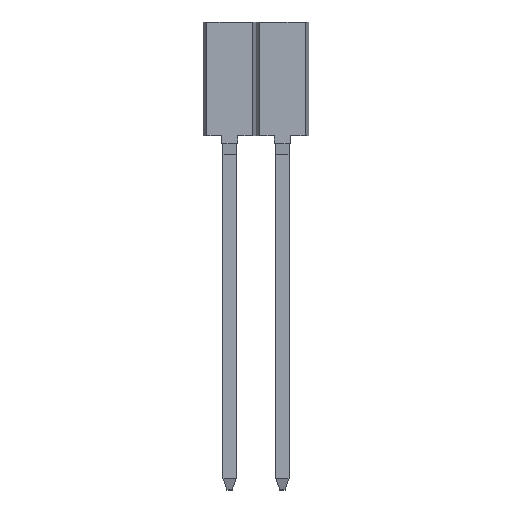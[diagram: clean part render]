
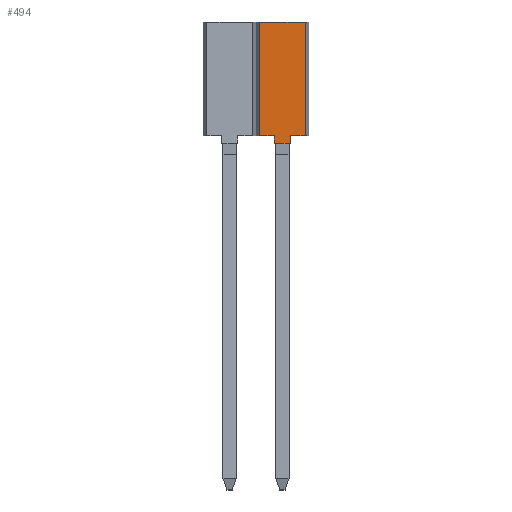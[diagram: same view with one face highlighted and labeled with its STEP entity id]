
A CAD part, top view. The second image highlights one B-rep face of the part: STEP entity #494.
In plain terms, the highlighted planar face has unit normal (0, 0, 1).
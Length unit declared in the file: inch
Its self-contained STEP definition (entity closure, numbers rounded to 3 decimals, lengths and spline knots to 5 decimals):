
#494 = ADVANCED_FACE( '', ( #1021 ), #1022, .F. );
#1021 = FACE_OUTER_BOUND( '', #1585, .T. );
#1022 = PLANE( '', #1586 );
#1585 = EDGE_LOOP( '', ( #3008, #3009, #3010, #3011, #3012, #3013, #3014, #3015 ) );
#1586 = AXIS2_PLACEMENT_3D( '', #3016, #3017, #3018 );
#3008 = ORIENTED_EDGE( '', *, *, #3904, .F. );
#3009 = ORIENTED_EDGE( '', *, *, #4060, .F. );
#3010 = ORIENTED_EDGE( '', *, *, #3648, .F. );
#3011 = ORIENTED_EDGE( '', *, *, #4062, .T. );
#3012 = ORIENTED_EDGE( '', *, *, #3908, .F. );
#3013 = ORIENTED_EDGE( '', *, *, #4057, .F. );
#3014 = ORIENTED_EDGE( '', *, *, #4029, .T. );
#3015 = ORIENTED_EDGE( '', *, *, #4122, .F. );
#3016 = CARTESIAN_POINT( '', ( -0.09313, 0.23, 0.05 ) );
#3017 = DIRECTION( '', ( 0., 0., -1. ) );
#3018 = DIRECTION( '', ( -1., 0., 0. ) );
#3648 = EDGE_CURVE( '', #4443, #4445, #4446, .T. );
#3904 = EDGE_CURVE( '', #4856, #4858, #4859, .T. );
#3908 = EDGE_CURVE( '', #4864, #4866, #4867, .T. );
#4029 = EDGE_CURVE( '', #5036, #5034, #5037, .T. );
#4057 = EDGE_CURVE( '', #5036, #4864, #5071, .T. );
#4060 = EDGE_CURVE( '', #4445, #4856, #5074, .T. );
#4062 = EDGE_CURVE( '', #4443, #4866, #5076, .T. );
#4122 = EDGE_CURVE( '', #4858, #5034, #5149, .T. );
#4443 = VERTEX_POINT( '', #5571 );
#4445 = VERTEX_POINT( '', #5574 );
#4446 = LINE( '', #5575, #5576 );
#4856 = VERTEX_POINT( '', #6178 );
#4858 = VERTEX_POINT( '', #6181 );
#4859 = LINE( '', #6182, #6183 );
#4864 = VERTEX_POINT( '', #6190 );
#4866 = VERTEX_POINT( '', #6193 );
#4867 = LINE( '', #6194, #6195 );
#5034 = VERTEX_POINT( '', #6447 );
#5036 = VERTEX_POINT( '', #6450 );
#5037 = LINE( '', #6451, #6452 );
#5071 = LINE( '', #6504, #6505 );
#5074 = LINE( '', #6509, #6510 );
#5076 = LINE( '', #6512, #6513 );
#5149 = LINE( '', #6619, #6620 );
#5571 = CARTESIAN_POINT( '', ( 0.00665, 0.23, 0.05 ) );
#5574 = CARTESIAN_POINT( '', ( 0.09335, 0.23, 0.05 ) );
#5575 = CARTESIAN_POINT( '', ( -0.09313, 0.23, 0.05 ) );
#5576 = VECTOR( '', #6887, 39.37008 );
#6178 = CARTESIAN_POINT( '', ( 0.09335, 0.015, 0.05 ) );
#6181 = CARTESIAN_POINT( '', ( 0.065, 0.015, 0.05 ) );
#6182 = CARTESIAN_POINT( '', ( 0.1, 0.015, 0.05 ) );
#6183 = VECTOR( '', #7129, 39.37008 );
#6190 = CARTESIAN_POINT( '', ( 0.035, 0.015, 0.05 ) );
#6193 = CARTESIAN_POINT( '', ( 0.00665, 0.015, 0.05 ) );
#6194 = CARTESIAN_POINT( '', ( 0.035, 0.015, 0.05 ) );
#6195 = VECTOR( '', #7133, 39.37008 );
#6447 = CARTESIAN_POINT( '', ( 0.065, 0., 0.05 ) );
#6450 = CARTESIAN_POINT( '', ( 0.035, 0., 0.05 ) );
#6451 = CARTESIAN_POINT( '', ( -0.09313, 0., 0.05 ) );
#6452 = VECTOR( '', #7241, 39.37008 );
#6504 = CARTESIAN_POINT( '', ( 0.035, 0., 0.05 ) );
#6505 = VECTOR( '', #7260, 39.37008 );
#6509 = CARTESIAN_POINT( '', ( 0.09335, 0.23, 0.05 ) );
#6510 = VECTOR( '', #7262, 39.37008 );
#6512 = CARTESIAN_POINT( '', ( 0.00665, 0.23, 0.05 ) );
#6513 = VECTOR( '', #7263, 39.37008 );
#6619 = CARTESIAN_POINT( '', ( 0.065, 0.015, 0.05 ) );
#6620 = VECTOR( '', #7312, 39.37008 );
#6887 = DIRECTION( '', ( 1., 0., 0. ) );
#7129 = DIRECTION( '', ( -1., 0., 0. ) );
#7133 = DIRECTION( '', ( -1., 0., 0. ) );
#7241 = DIRECTION( '', ( 1., 0., 0. ) );
#7260 = DIRECTION( '', ( 0., 1., 0. ) );
#7262 = DIRECTION( '', ( 0., -1., 0. ) );
#7263 = DIRECTION( '', ( 0., -1., 0. ) );
#7312 = DIRECTION( '', ( 0., -1., 0. ) );
